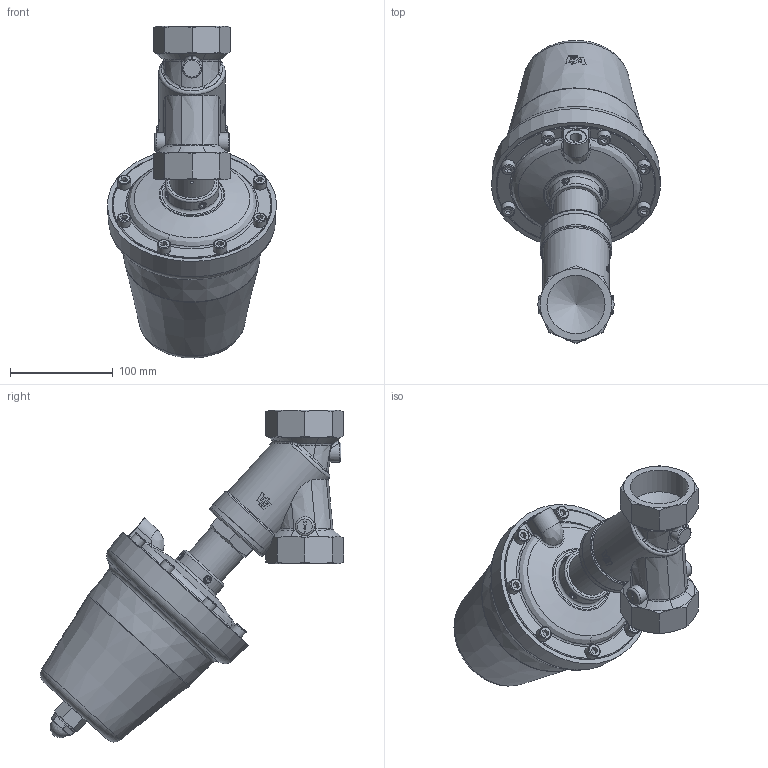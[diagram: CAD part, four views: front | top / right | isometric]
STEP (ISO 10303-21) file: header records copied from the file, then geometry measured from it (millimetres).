
FILE_DESCRIPTION(/* description */ ('Druckgesteuertes Ventil DG2D2123050'),/* implementation_level */ '2;1');
FILE_NAME(/* name */ 'DG2D2123050_OS.stp',/* time_stamp */ '2022-01-27T09:46:08+01:00',/* author */ ('hois'),/* organization */ (''),/* preprocessor_version */ 'ST-DEVELOPER v18.1',/* originating_system */ 'Autodesk Inventor 2020',/* authorisation */ '');
FILE_SCHEMA (('AUTOMOTIVE_DESIGN { 1 0 10303 214 3 1 1 }'));
Length unit declared in the file: millimetre
Products named in the file (10): DG2D2123050; GGS0050.26.002-GM; ETG0050.15.0244-3D; ETM3415.11.0032; DER1650.10.0012; SZY1250.27.0012; DIN 913 - M8 x 12; DIN 912 - M8 x 25; ADK0015.07.0013; MUV0015.08.0013
Assembly tree (19 placements, depth 2):
  DG2D2123050
    GGS0050.26.002-GM
    ETG0050.15.0244-3D
    ETM3415.11.0032
    DER1650.10.0012
    SZY1250.27.0012
    DIN 913 - M8 x 12  x4
    DIN 912 - M8 x 25  x8
    ADK0015.07.0013
    MUV0015.08.0013
Bounding box: 164.84 x 295.81 x 323.82 mm (x, y, z)
Volume: 1270110 mm3; surface area: 333789.4 mm2
Topology: 19 solids, 19 shells, 713 faces, 1909 edges, 1279 vertices
Faces by surface type: plane 334, bspline 123, cylinder 114, cone 112, torus 26, sphere 4
Full cylindrical faces by diameter (mm): 3 x1, 4 x1, 6.647 x12, 8 x12, 8.5 x8, 11.445 x1, 13 x8, 14.5 x1, 15 x2, 15.5 x1, 16 x1, 18 x1, 18.5 x2, 18.631 x2, 18.663 x2, 19.46 x1, 20 x1, 20.96 x2, 22 x1, 24 x2, 26 x1, 27 x1, 32 x1, 32.5 x1, 34 x2, 36 x1, 40 x4, 43 x1, 52 x1, 56.656 x3
Entity records: 22738 total; most frequent: CARTESIAN_POINT 8372, ORIENTED_EDGE 3086, DIRECTION 2746, EDGE_CURVE 1543, AXIS2_PLACEMENT_3D 1141, VERTEX_POINT 1038, EDGE_LOOP 673, FACE_OUTER_BOUND 579
